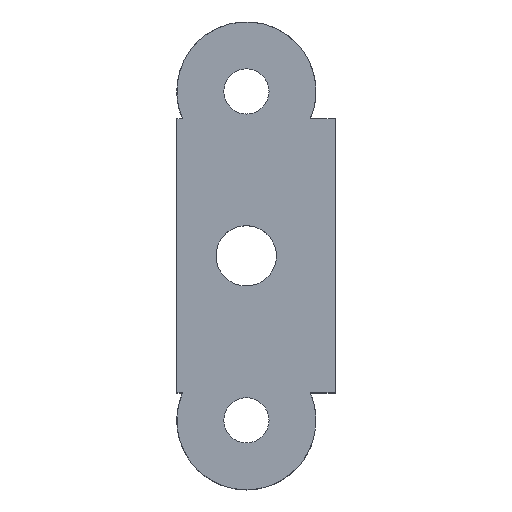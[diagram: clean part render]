
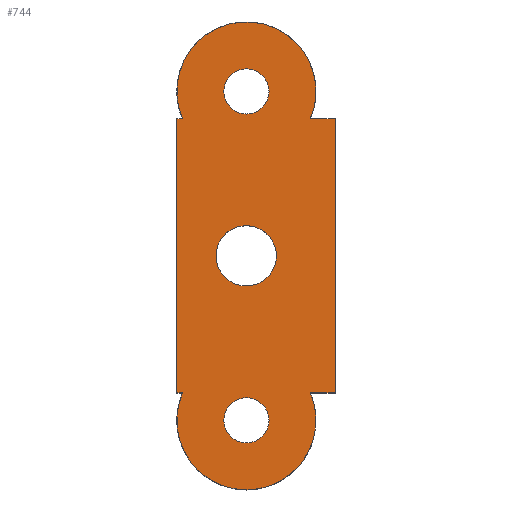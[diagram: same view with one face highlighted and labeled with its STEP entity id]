
A CAD part, top view. The second image highlights one B-rep face of the part: STEP entity #744.
In plain terms, the highlighted planar face has unit normal (0, 0, 1).
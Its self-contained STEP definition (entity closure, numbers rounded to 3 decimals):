
#15=FACE_BOUND('',#145,.T.);
#16=FACE_BOUND('',#146,.T.);
#17=FACE_BOUND('',#147,.T.);
#49=PLANE('',#829);
#105=FACE_OUTER_BOUND('',#144,.T.);
#144=EDGE_LOOP('',(#683,#684,#685,#686,#687,#688,#689,#690));
#145=EDGE_LOOP('',(#691));
#146=EDGE_LOOP('',(#692));
#147=EDGE_LOOP('',(#693));
#194=LINE('',#1292,#259);
#208=LINE('',#1330,#273);
#209=LINE('',#1333,#274);
#212=LINE('',#1341,#277);
#214=LINE('',#1345,#279);
#216=LINE('',#1348,#281);
#259=VECTOR('',#969,10.);
#273=VECTOR('',#1015,10.);
#274=VECTOR('',#1018,10.);
#277=VECTOR('',#1027,10.);
#279=VECTOR('',#1031,10.);
#281=VECTOR('',#1035,10.);
#284=CIRCLE('',#764,1.65);
#287=CIRCLE('',#769,1.65);
#306=CIRCLE('',#804,5.075);
#312=CIRCLE('',#821,2.2);
#313=CIRCLE('',#825,5.075);
#316=VERTEX_POINT('',#1048);
#319=VERTEX_POINT('',#1058);
#366=VERTEX_POINT('',#1277);
#367=VERTEX_POINT('',#1279);
#370=VERTEX_POINT('',#1289);
#371=VERTEX_POINT('',#1291);
#379=VERTEX_POINT('',#1326);
#380=VERTEX_POINT('',#1332);
#381=VERTEX_POINT('',#1336);
#382=VERTEX_POINT('',#1340);
#383=VERTEX_POINT('',#1344);
#388=EDGE_CURVE('',#316,#316,#284,.T.);
#393=EDGE_CURVE('',#319,#319,#287,.T.);
#455=EDGE_CURVE('',#367,#366,#306,.T.);
#461=EDGE_CURVE('',#370,#371,#194,.T.);
#480=EDGE_CURVE('',#379,#379,#312,.T.);
#481=EDGE_CURVE('',#371,#366,#208,.T.);
#482=EDGE_CURVE('',#380,#370,#209,.T.);
#484=EDGE_CURVE('',#380,#381,#313,.T.);
#486=EDGE_CURVE('',#382,#381,#212,.T.);
#488=EDGE_CURVE('',#383,#382,#214,.T.);
#490=EDGE_CURVE('',#367,#383,#216,.T.);
#683=ORIENTED_EDGE('',*,*,#455,.T.);
#684=ORIENTED_EDGE('',*,*,#481,.F.);
#685=ORIENTED_EDGE('',*,*,#461,.F.);
#686=ORIENTED_EDGE('',*,*,#482,.F.);
#687=ORIENTED_EDGE('',*,*,#484,.T.);
#688=ORIENTED_EDGE('',*,*,#486,.F.);
#689=ORIENTED_EDGE('',*,*,#488,.F.);
#690=ORIENTED_EDGE('',*,*,#490,.F.);
#691=ORIENTED_EDGE('',*,*,#388,.T.);
#692=ORIENTED_EDGE('',*,*,#480,.T.);
#693=ORIENTED_EDGE('',*,*,#393,.T.);
#744=ADVANCED_FACE('',(#105,#15,#16,#17),#49,.T.);
#764=AXIS2_PLACEMENT_3D('',#1050,#843,#844);
#769=AXIS2_PLACEMENT_3D('',#1060,#855,#856);
#804=AXIS2_PLACEMENT_3D('',#1280,#958,#959);
#821=AXIS2_PLACEMENT_3D('',#1328,#1011,#1012);
#825=AXIS2_PLACEMENT_3D('',#1337,#1022,#1023);
#829=AXIS2_PLACEMENT_3D('',#1349,#1036,#1037);
#843=DIRECTION('center_axis',(0.,0.,-1.));
#844=DIRECTION('ref_axis',(1.,0.,0.));
#855=DIRECTION('center_axis',(0.,0.,-1.));
#856=DIRECTION('ref_axis',(1.,0.,0.));
#958=DIRECTION('center_axis',(0.,0.,1.));
#959=DIRECTION('ref_axis',(0.919,-0.395,0.));
#969=DIRECTION('',(0.,1.,0.));
#1011=DIRECTION('center_axis',(0.,0.,-1.));
#1012=DIRECTION('ref_axis',(1.,0.,0.));
#1015=DIRECTION('',(1.,0.,0.));
#1018=DIRECTION('',(-1.,0.,0.));
#1022=DIRECTION('center_axis',(0.,0.,1.));
#1023=DIRECTION('ref_axis',(-0.919,0.395,0.));
#1027=DIRECTION('',(-1.,0.,0.));
#1031=DIRECTION('',(0.,-1.,0.));
#1035=DIRECTION('',(1.,0.,0.));
#1036=DIRECTION('center_axis',(0.,0.,1.));
#1037=DIRECTION('ref_axis',(1.,0.,0.));
#1048=CARTESIAN_POINT('',(-1.637,-12.002,-13.55));
#1050=CARTESIAN_POINT('Origin',(0.013,-12.002,-13.55));
#1058=CARTESIAN_POINT('',(-1.637,11.995,-13.55));
#1060=CARTESIAN_POINT('Origin',(0.013,11.995,-13.55));
#1277=CARTESIAN_POINT('',(-4.65,9.992,-13.55));
#1279=CARTESIAN_POINT('',(4.676,9.992,-13.55));
#1280=CARTESIAN_POINT('Origin',(0.013,11.995,-13.55));
#1289=CARTESIAN_POINT('',(-5.073,-10.,-13.55));
#1291=CARTESIAN_POINT('',(-5.073,9.992,-13.55));
#1292=CARTESIAN_POINT('',(-5.073,-10.,-13.55));
#1326=CARTESIAN_POINT('',(-2.2,0.,-13.55));
#1328=CARTESIAN_POINT('Origin',(0.,0.,-13.55));
#1330=CARTESIAN_POINT('',(-5.073,9.992,-13.55));
#1332=CARTESIAN_POINT('',(-4.65,-10.,-13.55));
#1333=CARTESIAN_POINT('',(-4.65,-10.,-13.55));
#1336=CARTESIAN_POINT('',(4.676,-10.,-13.55));
#1337=CARTESIAN_POINT('Origin',(0.013,-12.002,-13.55));
#1340=CARTESIAN_POINT('',(6.5,-10.,-13.55));
#1341=CARTESIAN_POINT('',(6.5,-10.,-13.55));
#1344=CARTESIAN_POINT('',(6.5,9.992,-13.55));
#1345=CARTESIAN_POINT('',(6.5,9.992,-13.55));
#1348=CARTESIAN_POINT('',(4.676,9.992,-13.55));
#1349=CARTESIAN_POINT('Origin',(0.714,-0.004,
-13.55));
